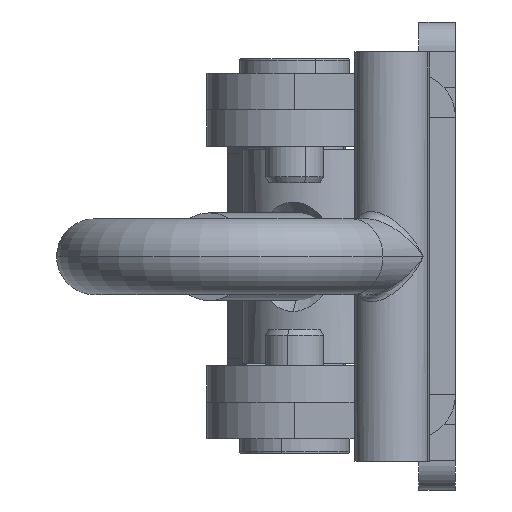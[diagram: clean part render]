
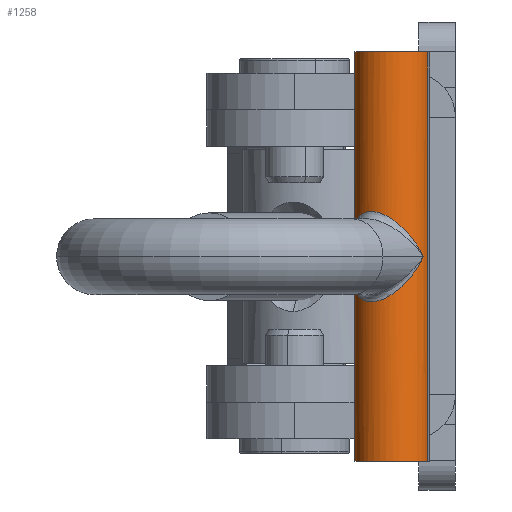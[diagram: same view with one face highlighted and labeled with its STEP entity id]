
A CAD part, left-side view. The second image highlights one B-rep face of the part: STEP entity #1258.
In plain terms, the highlighted cylindrical face has radius 2.59 mm (diameter 5.18 mm), a partial arc.
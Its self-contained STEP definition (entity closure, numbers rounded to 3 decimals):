
#20 = ORIENTED_EDGE ( 'NONE', *, *, #1916, .F. ) ;
#60 = DIRECTION ( 'NONE',  ( 0., 0., -1. ) ) ;
#172 = DIRECTION ( 'NONE',  ( -1., 0., 0. ) ) ;
#177 = CARTESIAN_POINT ( 'NONE',  ( -22.737, 55.652, -14. ) ) ;
#234 = VERTEX_POINT ( 'NONE', #177 ) ;
#236 = CARTESIAN_POINT ( 'NONE',  ( -20.147, 55.652, 14. ) ) ;
#283 = AXIS2_PLACEMENT_3D ( 'NONE', #236, #4415, #1226 ) ;
#303 = EDGE_CURVE ( 'NONE', #883, #234, #4119, .T. ) ;
#304 = VECTOR ( 'NONE', #4024, 1000. ) ;
#320 = LINE ( 'NONE', #3666, #304 ) ;
#388 = CYLINDRICAL_SURFACE ( 'NONE', #4297, 2.59 ) ;
#506 = CARTESIAN_POINT ( 'NONE',  ( -20.147, 55.652, 14. ) ) ;
#527 = CARTESIAN_POINT ( 'NONE',  ( -17.557, 55.652, 0.8 ) ) ;
#549 = EDGE_CURVE ( 'NONE', #1956, #1774, #1727, .T. ) ;
#561 = EDGE_LOOP ( 'NONE', ( #20, #1795, #2681, #3082, #3832, #1321, #1649 ) ) ;
#619 = CARTESIAN_POINT ( 'NONE',  ( -17.557, 55.652, -14. ) ) ;
#773 = VERTEX_POINT ( 'NONE', #2915 ) ;
#883 = VERTEX_POINT ( 'NONE', #3630 ) ;
#1226 = DIRECTION ( 'NONE',  ( 1., 0., 0. ) ) ;
#1258 = ADVANCED_FACE ( 'NONE', ( #1315 ), #388, .T. ) ;
#1308 = CIRCLE ( 'NONE', #283, 2.59 ) ;
#1315 = FACE_OUTER_BOUND ( 'NONE', #561, .T. ) ;
#1321 = ORIENTED_EDGE ( 'NONE', *, *, #2332, .T. ) ;
#1554 = LINE ( 'NONE', #2064, #1558 ) ;
#1558 = VECTOR ( 'NONE', #2326, 1000. ) ;
#1649 = ORIENTED_EDGE ( 'NONE', *, *, #303, .F. ) ;
#1727 =( BOUNDED_CURVE ( )  B_SPLINE_CURVE ( 3, ( #527, #3887, #2271, #2252 ),
 .UNSPECIFIED., .F., .F. ) 
 B_SPLINE_CURVE_WITH_KNOTS ( ( 4, 4 ),
 ( 1.833, 4.712 ),
 .UNSPECIFIED. ) 
 CURVE ( )  GEOMETRIC_REPRESENTATION_ITEM ( )  RATIONAL_B_SPLINE_CURVE ( ( 1., 0.42, 0.42, 1. ) ) 
 REPRESENTATION_ITEM ( '' )  );
#1774 = VERTEX_POINT ( 'NONE', #2221 ) ;
#1795 = ORIENTED_EDGE ( 'NONE', *, *, #2960, .T. ) ;
#1916 = EDGE_CURVE ( 'NONE', #2841, #883, #1308, .T. ) ;
#1956 = VERTEX_POINT ( 'NONE', #3305 ) ;
#2064 = CARTESIAN_POINT ( 'NONE',  ( -17.557, 55.652, 14. ) ) ;
#2221 = CARTESIAN_POINT ( 'NONE',  ( -22.649, 56.323, 0. ) ) ;
#2252 = CARTESIAN_POINT ( 'NONE',  ( -22.649, 56.323, 0. ) ) ;
#2271 = CARTESIAN_POINT ( 'NONE',  ( -21.595, 60.257, 4.859 ) ) ;
#2326 = DIRECTION ( 'NONE',  ( 0., 0., -1. ) ) ;
#2332 = EDGE_CURVE ( 'NONE', #2985, #234, #3570, .T. ) ;
#2514 = CARTESIAN_POINT ( 'NONE',  ( -22.737, 55.652, 14. ) ) ;
#2570 = CARTESIAN_POINT ( 'NONE',  ( -17.557, 55.652, -0.8 ) ) ;
#2577 = CARTESIAN_POINT ( 'NONE',  ( -17.557, 59.725, -5.493 ) ) ;
#2596 = CARTESIAN_POINT ( 'NONE',  ( -21.595, 60.257, -4.859 ) ) ;
#2623 = CARTESIAN_POINT ( 'NONE',  ( -17.557, 55.652, 14. ) ) ;
#2648 = CARTESIAN_POINT ( 'NONE',  ( -22.649, 56.323, 0. ) ) ;
#2681 = ORIENTED_EDGE ( 'NONE', *, *, #549, .T. ) ;
#2841 = VERTEX_POINT ( 'NONE', #2623 ) ;
#2898 = EDGE_CURVE ( 'NONE', #773, #2985, #320, .T. ) ;
#2915 = CARTESIAN_POINT ( 'NONE',  ( -17.557, 55.652, -0.8 ) ) ;
#2960 = EDGE_CURVE ( 'NONE', #2841, #1956, #1554, .T. ) ;
#2985 = VERTEX_POINT ( 'NONE', #619 ) ;
#3082 = ORIENTED_EDGE ( 'NONE', *, *, #4204, .T. ) ;
#3305 = CARTESIAN_POINT ( 'NONE',  ( -17.557, 55.652, 0.8 ) ) ;
#3570 = CIRCLE ( 'NONE', #4340, 2.59 ) ;
#3630 = CARTESIAN_POINT ( 'NONE',  ( -22.737, 55.652, 14. ) ) ;
#3632 = DIRECTION ( 'NONE',  ( 0., 0., -1. ) ) ;
#3666 = CARTESIAN_POINT ( 'NONE',  ( -17.557, 55.652, 14. ) ) ;
#3827 =( BOUNDED_CURVE ( )  B_SPLINE_CURVE ( 3, ( #2648, #2596, #2577, #2570 ),
 .UNSPECIFIED., .F., .F. ) 
 B_SPLINE_CURVE_WITH_KNOTS ( ( 4, 4 ),
 ( 1.571, 4.451 ),
 .UNSPECIFIED. ) 
 CURVE ( )  GEOMETRIC_REPRESENTATION_ITEM ( )  RATIONAL_B_SPLINE_CURVE ( ( 1., 0.42, 0.42, 1. ) ) 
 REPRESENTATION_ITEM ( '' )  );
#3830 = VECTOR ( 'NONE', #3632, 1000. ) ;
#3832 = ORIENTED_EDGE ( 'NONE', *, *, #2898, .T. ) ;
#3887 = CARTESIAN_POINT ( 'NONE',  ( -17.557, 59.725, 5.493 ) ) ;
#4024 = DIRECTION ( 'NONE',  ( 0., 0., -1. ) ) ;
#4119 = LINE ( 'NONE', #2514, #3830 ) ;
#4175 = CARTESIAN_POINT ( 'NONE',  ( -20.147, 55.652, -14. ) ) ;
#4204 = EDGE_CURVE ( 'NONE', #1774, #773, #3827, .T. ) ;
#4297 = AXIS2_PLACEMENT_3D ( 'NONE', #506, #60, #172 ) ;
#4329 = DIRECTION ( 'NONE',  ( 0., 0., 1. ) ) ;
#4340 = AXIS2_PLACEMENT_3D ( 'NONE', #4175, #4329, #4429 ) ;
#4415 = DIRECTION ( 'NONE',  ( 0., 0., 1. ) ) ;
#4429 = DIRECTION ( 'NONE',  ( 1., 0., 0. ) ) ;
